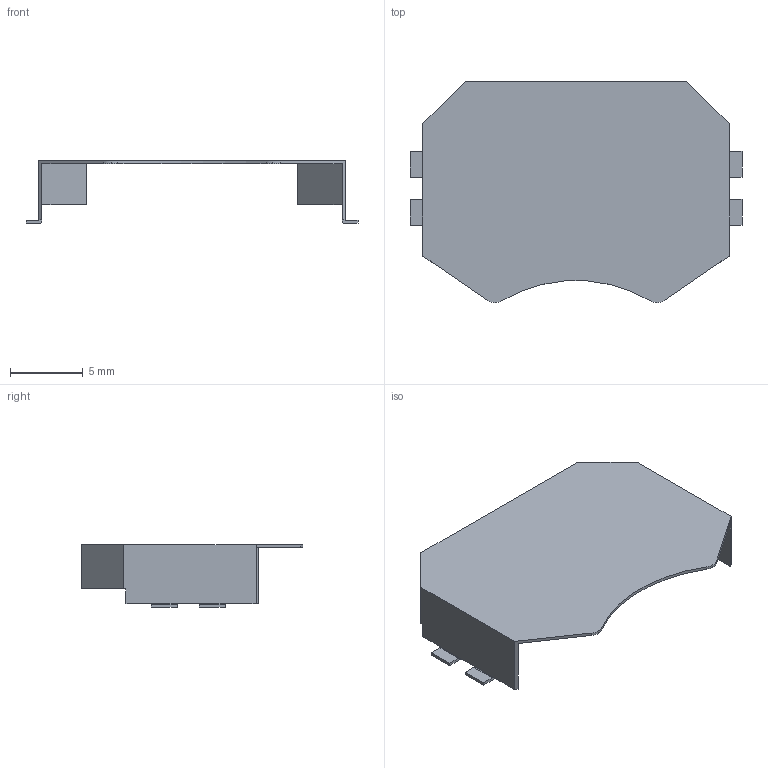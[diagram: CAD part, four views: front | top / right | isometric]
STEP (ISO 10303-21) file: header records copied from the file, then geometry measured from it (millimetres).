
FILE_DESCRIPTION(('FreeCAD Model'),'2;1');
FILE_NAME('BK-912.step','2017-09-01T16:03:02',( 'kicad StepUp'),('ksu MCAD'),'Open CASCADE STEP processor 6.8', 'FreeCAD','Unknown');
FILE_SCHEMA(('AUTOMOTIVE_DESIGN_CC2 { 1 2 10303 214 -1 1 5 4 }'));
Length unit declared in the file: millimetre
Products named in the file (1): BK-912
Bounding box: 22.86 x 15.24 x 4.32 mm (x, y, z)
Volume: 80.3 mm3; surface area: 797.2 mm2
Topology: 1 solids, 1 shells, 56 faces, 152 edges, 98 vertices
Faces by surface type: plane 43, cylinder 13
Entity records: 1763 total; most frequent: CARTESIAN_POINT 307, ORIENTED_EDGE 304, DIRECTION 292, EDGE_CURVE 152, LINE 126, VECTOR 126, VERTEX_POINT 98, AXIS2_PLACEMENT_3D 83
